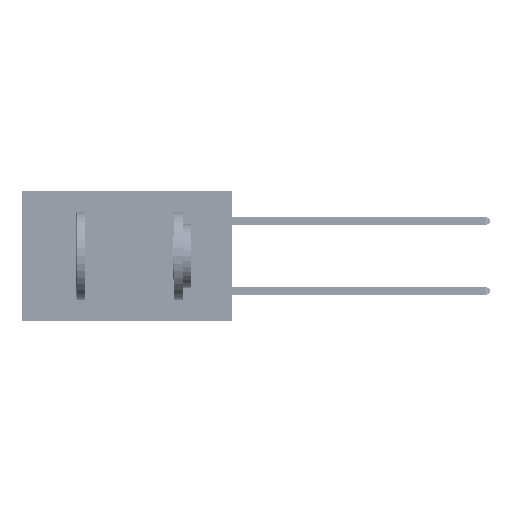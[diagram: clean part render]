
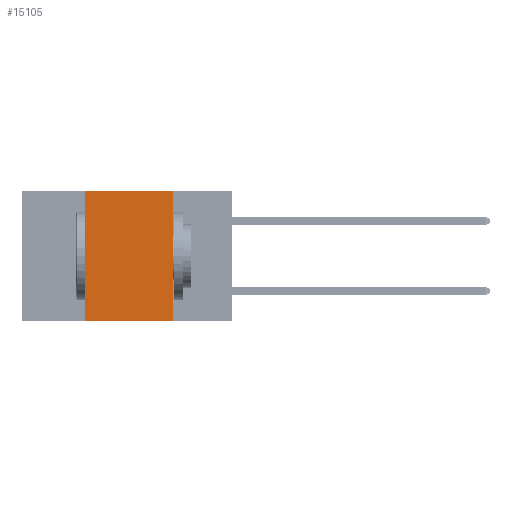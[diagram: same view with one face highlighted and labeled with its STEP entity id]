
A CAD part, left-side view. The second image highlights one B-rep face of the part: STEP entity #15105.
In plain terms, the highlighted planar face has unit normal (-1, 0, 0).
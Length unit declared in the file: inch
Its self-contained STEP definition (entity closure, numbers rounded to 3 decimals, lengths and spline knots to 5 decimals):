
#1836 = EDGE_CURVE ( 'NONE', #7407, #26118, #2906, .T. ) ;
#2906 = LINE ( 'NONE', #35163, #22140 ) ;
#3056 = PLANE ( 'NONE',  #42738 ) ;
#3518 = CARTESIAN_POINT ( 'NONE',  ( 0., 0.42, 0. ) ) ;
#4479 = VECTOR ( 'NONE', #20046, 39.37008 ) ;
#5417 = VECTOR ( 'NONE', #9514, 39.37008 ) ;
#5587 = CARTESIAN_POINT ( 'NONE',  ( 0., 0.42, 0. ) ) ;
#6395 = VERTEX_POINT ( 'NONE', #42904 ) ;
#6520 = EDGE_CURVE ( 'NONE', #47952, #7407, #45933, .T. ) ;
#6966 = DIRECTION ( 'NONE',  ( 1., 0., 0. ) ) ;
#7407 = VERTEX_POINT ( 'NONE', #3518 ) ;
#7892 = LINE ( 'NONE', #22705, #35871 ) ;
#8985 = ORIENTED_EDGE ( 'NONE', *, *, #31080, .F. ) ;
#9514 = DIRECTION ( 'NONE',  ( 0., 0., 1. ) ) ;
#9787 = CARTESIAN_POINT ( 'NONE',  ( 0., 0.42, -0.37 ) ) ;
#13854 = ORIENTED_EDGE ( 'NONE', *, *, #38044, .T. ) ;
#14393 = CARTESIAN_POINT ( 'NONE',  ( 0., 0.6, 0. ) ) ;
#15105 = ADVANCED_FACE ( 'NONE', ( #19607 ), #3056, .F. ) ;
#18905 = DIRECTION ( 'NONE',  ( 0., -1., 0. ) ) ;
#19607 = FACE_OUTER_BOUND ( 'NONE', #31830, .T. ) ;
#20046 = DIRECTION ( 'NONE',  ( 0., 0., -1. ) ) ;
#22140 = VECTOR ( 'NONE', #39026, 39.37008 ) ;
#22705 = CARTESIAN_POINT ( 'NONE',  ( 0., 0.6, -0.37 ) ) ;
#26118 = VERTEX_POINT ( 'NONE', #47172 ) ;
#30412 = ORIENTED_EDGE ( 'NONE', *, *, #6520, .F. ) ;
#31080 = EDGE_CURVE ( 'NONE', #26118, #6395, #43826, .T. ) ;
#31830 = EDGE_LOOP ( 'NONE', ( #8985, #39029, #30412, #13854 ) ) ;
#33565 = DIRECTION ( 'NONE',  ( 0., 0., -1. ) ) ;
#35163 = CARTESIAN_POINT ( 'NONE',  ( 0., 0.6, 0. ) ) ;
#35871 = VECTOR ( 'NONE', #18905, 39.37008 ) ;
#38044 = EDGE_CURVE ( 'NONE', #47952, #6395, #7892, .T. ) ;
#38925 = CARTESIAN_POINT ( 'NONE',  ( 0., 0.17, 0. ) ) ;
#39026 = DIRECTION ( 'NONE',  ( 0., -1., 0. ) ) ;
#39029 = ORIENTED_EDGE ( 'NONE', *, *, #1836, .F. ) ;
#42738 = AXIS2_PLACEMENT_3D ( 'NONE', #14393, #6966, #33565 ) ;
#42904 = CARTESIAN_POINT ( 'NONE',  ( 0., 0.17, -0.37 ) ) ;
#43826 = LINE ( 'NONE', #38925, #4479 ) ;
#45933 = LINE ( 'NONE', #5587, #5417 ) ;
#47172 = CARTESIAN_POINT ( 'NONE',  ( 0., 0.17, 0. ) ) ;
#47952 = VERTEX_POINT ( 'NONE', #9787 ) ;
